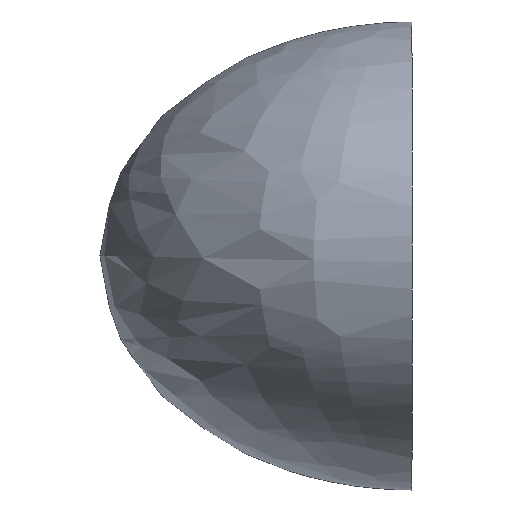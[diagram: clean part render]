
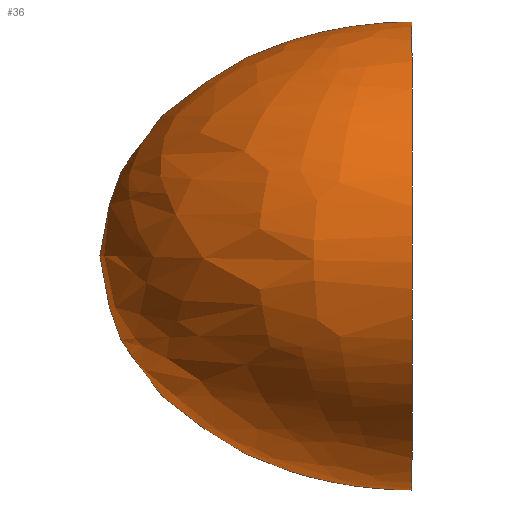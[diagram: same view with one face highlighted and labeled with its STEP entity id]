
A CAD part, left-side view. The second image highlights one B-rep face of the part: STEP entity #36.
In plain terms, the highlighted free-form (B-spline) face has degree [3, 3] with [4, 4] control points.
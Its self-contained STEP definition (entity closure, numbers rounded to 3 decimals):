
#1 = ORIENTED_EDGE ( 'NONE', *, *, #6, .F. ) ;
#6 = EDGE_CURVE ( 'NONE', #7, #35, #29, .T. ) ;
#7 = VERTEX_POINT ( 'NONE', #109 ) ;
#20 = CARTESIAN_POINT ( 'NONE',  ( -20., 40., -7.5 ) ) ;
#29 =( BOUNDED_CURVE ( )  B_SPLINE_CURVE ( 3, ( #110, #83, #94, #33 ),
 .UNSPECIFIED., .F., .T. ) 
 B_SPLINE_CURVE_WITH_KNOTS ( ( 4, 4 ),
 ( 1.571, 4.712 ),
 .UNSPECIFIED. ) 
 CURVE ( )  GEOMETRIC_REPRESENTATION_ITEM ( )  RATIONAL_B_SPLINE_CURVE ( ( 1., 0.333, 0.333, 1. ) ) 
 REPRESENTATION_ITEM ( '' )  );
#32 = CARTESIAN_POINT ( 'NONE',  ( 0., 0., 7.5 ) ) ;
#33 = CARTESIAN_POINT ( 'NONE',  ( 0., 0., -7.5 ) ) ;
#35 = VERTEX_POINT ( 'NONE', #108 ) ;
#36 = ADVANCED_FACE ( 'NONE', ( #141 ), #165, .F. ) ;
#38 = CARTESIAN_POINT ( 'NONE',  ( 0., 0., -7.5 ) ) ;
#52 = CARTESIAN_POINT ( 'NONE',  ( 0., 0., 7.5 ) ) ;
#53 = CARTESIAN_POINT ( 'NONE',  ( 20., 0., 7.5 ) ) ;
#57 = CARTESIAN_POINT ( 'NONE',  ( 0., 0., 7.5 ) ) ;
#61 = EDGE_LOOP ( 'NONE', ( #144, #1 ) ) ;
#71 = CARTESIAN_POINT ( 'NONE',  ( 20., 0., 7.5 ) ) ;
#72 = CARTESIAN_POINT ( 'NONE',  ( -20., 0., -7.5 ) ) ;
#75 =( BOUNDED_CURVE ( )  B_SPLINE_CURVE ( 3, ( #52, #53, #111, #38 ),
 .UNSPECIFIED., .F., .T. ) 
 B_SPLINE_CURVE_WITH_KNOTS ( ( 4, 4 ),
 ( 1.571, 4.712 ),
 .UNSPECIFIED. ) 
 CURVE ( )  GEOMETRIC_REPRESENTATION_ITEM ( )  RATIONAL_B_SPLINE_CURVE ( ( 1., 0.333, 0.333, 1. ) ) 
 REPRESENTATION_ITEM ( '' )  );
#80 = CARTESIAN_POINT ( 'NONE',  ( 0., 0., 7.5 ) ) ;
#83 = CARTESIAN_POINT ( 'NONE',  ( -20., 0., 7.5 ) ) ;
#94 = CARTESIAN_POINT ( 'NONE',  ( -20., 0., -7.5 ) ) ;
#96 = CARTESIAN_POINT ( 'NONE',  ( 0., 0., -7.5 ) ) ;
#108 = CARTESIAN_POINT ( 'NONE',  ( 0., 0., -7.5 ) ) ;
#109 = CARTESIAN_POINT ( 'NONE',  ( 0., 0., 7.5 ) ) ;
#110 = CARTESIAN_POINT ( 'NONE',  ( 0., 0., 7.5 ) ) ;
#111 = CARTESIAN_POINT ( 'NONE',  ( 20., 0., -7.5 ) ) ;
#117 = EDGE_CURVE ( 'NONE', #7, #35, #75, .T. ) ;
#118 = CARTESIAN_POINT ( 'NONE',  ( 0., 0., 7.5 ) ) ;
#119 = CARTESIAN_POINT ( 'NONE',  ( 20., 40., 7.5 ) ) ;
#122 = CARTESIAN_POINT ( 'NONE',  ( 0., 0., -7.5 ) ) ;
#129 = CARTESIAN_POINT ( 'NONE',  ( 20., 40., -7.5 ) ) ;
#133 = CARTESIAN_POINT ( 'NONE',  ( 20., 0., -7.5 ) ) ;
#140 = CARTESIAN_POINT ( 'NONE',  ( 0., 0., -7.5 ) ) ;
#141 = FACE_OUTER_BOUND ( 'NONE', #61, .T. ) ;
#142 = CARTESIAN_POINT ( 'NONE',  ( -20., 0., 7.5 ) ) ;
#144 = ORIENTED_EDGE ( 'NONE', *, *, #117, .T. ) ;
#156 = CARTESIAN_POINT ( 'NONE',  ( 0., 0., -7.5 ) ) ;
#158 = CARTESIAN_POINT ( 'NONE',  ( -20., 40., 7.5 ) ) ;
#165 =( BOUNDED_SURFACE ( )  B_SPLINE_SURFACE ( 3, 3, ( 
 ( #32, #80, #57, #118 ),
 ( #142, #158, #119, #71 ),
 ( #72, #20, #129, #133 ),
 ( #96, #140, #156, #122 ) ),
 .UNSPECIFIED., .F., .F., .T. ) 
 B_SPLINE_SURFACE_WITH_KNOTS ( ( 4, 4 ),
 ( 4, 4 ),
 ( 0., 1. ),
 ( 0., 1. ),
 .UNSPECIFIED. ) 
 GEOMETRIC_REPRESENTATION_ITEM ( )  RATIONAL_B_SPLINE_SURFACE ( (
 ( 1., 0.333, 0.333, 1.),
 ( 0.333, 0.111, 0.111, 0.333),
 ( 0.333, 0.111, 0.111, 0.333),
 ( 1., 0.333, 0.333, 1.) ) ) 
 REPRESENTATION_ITEM ( '' )  SURFACE ( )  );
